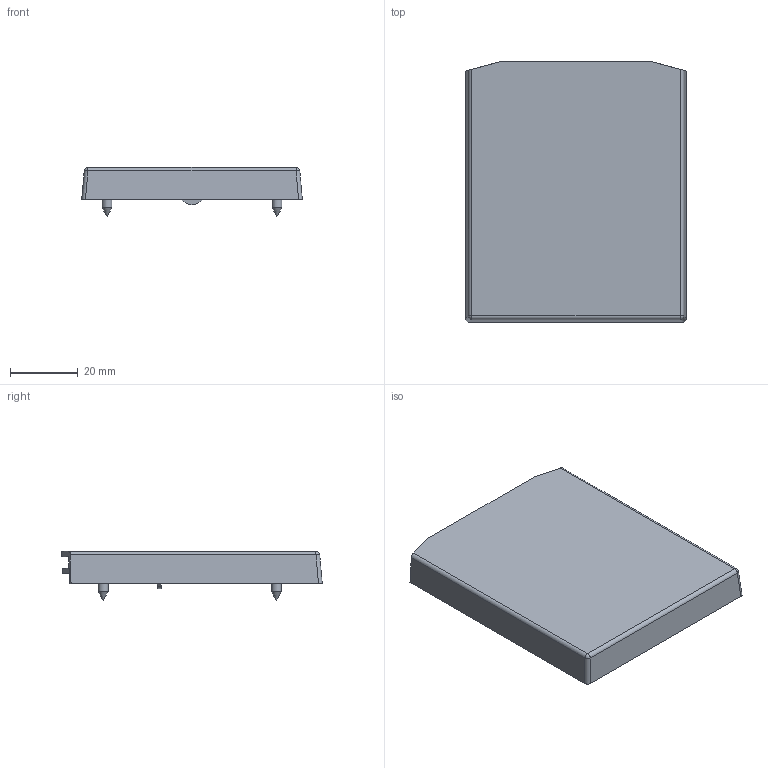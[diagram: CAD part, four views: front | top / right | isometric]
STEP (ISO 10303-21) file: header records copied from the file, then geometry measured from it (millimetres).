
FILE_DESCRIPTION(/* description */ (''),/* implementation_level */ '2;1');
FILE_NAME(/* name */ 'K0001400.stp',/* time_stamp */ '2019-08-06T08:34:16+02:00',/* author */ ('Marc'),/* organization */ (''),/* preprocessor_version */ 'ST-DEVELOPER v17.2',/* originating_system */ 'Autodesk Inventor 2019',/* authorisation */ '');
FILE_SCHEMA (('AUTOMOTIVE_DESIGN { 1 0 10303 214 3 1 1 }'));
Length unit declared in the file: millimetre
Products named in the file (5): K0001400; 24781_C; 24720_A; 06152; C0013660
Assembly tree (7 placements, depth 2):
  K0001400
    24781_C
    24720_A
    06152  x4
    C0013660
Bounding box: 65.16 x 76.93 x 14.5 mm (x, y, z)
Volume: 17650.3 mm3; surface area: 25480.6 mm2
Topology: 7 solids, 7 shells, 336 faces, 881 edges, 570 vertices
Faces by surface type: plane 201, cylinder 65, torus 24, bspline 20, sphere 14, cone 12
Full cylindrical faces by diameter (mm): 2.9 x4, 3.5 x5, 5.6 x4
Entity records: 7515 total; most frequent: CARTESIAN_POINT 1767, DIRECTION 1184, ORIENTED_EDGE 1160, EDGE_CURVE 580, AXIS2_PLACEMENT_3D 434, VERTEX_POINT 369, LINE 316, VECTOR 316
